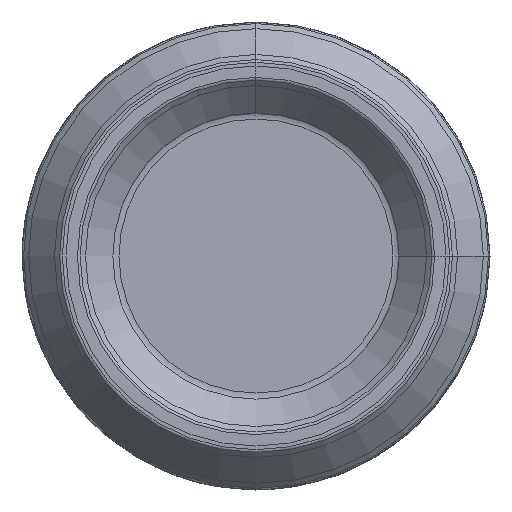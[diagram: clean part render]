
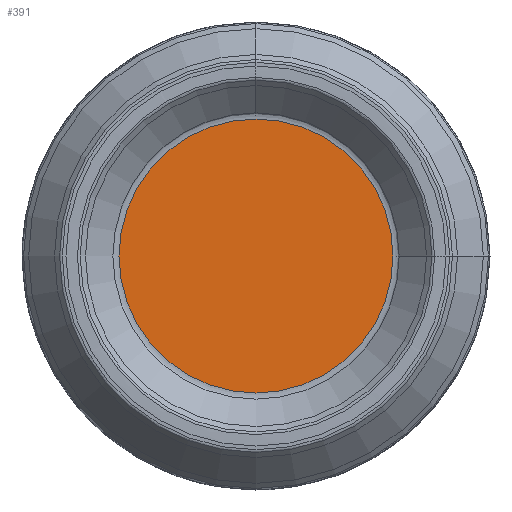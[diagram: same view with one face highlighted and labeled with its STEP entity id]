
A CAD part, left-side view. The second image highlights one B-rep face of the part: STEP entity #391.
In plain terms, the highlighted planar face has unit normal (-1, 0, 0).
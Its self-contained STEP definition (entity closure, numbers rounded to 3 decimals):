
#97=PLANE('',#1257);
#391=ADVANCED_FACE('',(#473),#97,.F.);
#473=FACE_OUTER_BOUND('',#561,.T.);
#561=EDGE_LOOP('',(#889));
#633=CIRCLE('',#1255,28.072);
#889=ORIENTED_EDGE('',*,*,#1089,.T.);
#961=VERTEX_POINT('',#2383);
#1089=EDGE_CURVE('',#961,#961,#633,.T.);
#1255=AXIS2_PLACEMENT_3D('',#2382,#1574,#1575);
#1257=AXIS2_PLACEMENT_3D('',#2385,#1578,#1579);
#1574=DIRECTION('',(-1.,0.,0.));
#1575=DIRECTION('',(0.,0.,1.));
#1578=DIRECTION('',(1.,0.,0.));
#1579=DIRECTION('',(0.,0.,-1.));
#2382=CARTESIAN_POINT('',(7.,0.,0.));
#2383=CARTESIAN_POINT('',(7.,0.,28.072));
#2385=CARTESIAN_POINT('',(7.,13.,0.));
